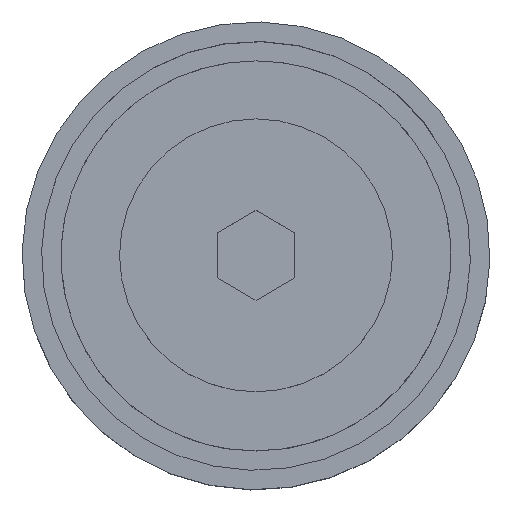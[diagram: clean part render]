
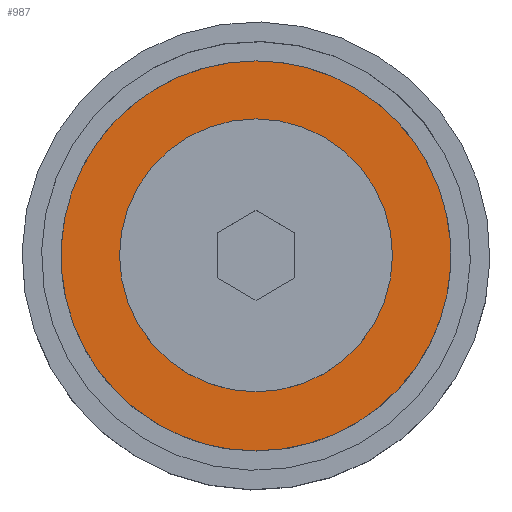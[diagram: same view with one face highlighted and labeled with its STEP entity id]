
A CAD part, top view. The second image highlights one B-rep face of the part: STEP entity #987.
In plain terms, the highlighted planar face has unit normal (0, 0, 1).
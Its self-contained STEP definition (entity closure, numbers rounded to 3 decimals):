
#909=AXIS2_PLACEMENT_3D('Circle Axis2P3D',#907,#908,$) ;
#926=AXIS2_PLACEMENT_3D('Circle Axis2P3D',#924,#925,$) ;
#939=AXIS2_PLACEMENT_3D('Plane Axis2P3D',#936,#937,#938) ;
#890=CARTESIAN_POINT('Vertex',(5.233,4.596,9.)) ;
#904=CARTESIAN_POINT('Vertex',(6.767,7.404,9.)) ;
#907=CARTESIAN_POINT('Axis2P3D Location',(6.,6.,9.)) ;
#924=CARTESIAN_POINT('Axis2P3D Location',(6.,6.,9.)) ;
#936=CARTESIAN_POINT('Axis2P3D Location',(6.,6.,9.)) ;
#942=CARTESIAN_POINT('Control Point',(6.,1.,9.)) ;
#943=CARTESIAN_POINT('Control Point',(6.785,1.,9.)) ;
#944=CARTESIAN_POINT('Control Point',(7.571,1.154,9.)) ;
#945=CARTESIAN_POINT('Control Point',(8.316,1.463,9.)) ;
#946=CARTESIAN_POINT('Control Point',(9.645,2.355,9.)) ;
#947=CARTESIAN_POINT('Control Point',(10.537,3.684,9.)) ;
#948=CARTESIAN_POINT('Control Point',(10.846,4.429,9.)) ;
#949=CARTESIAN_POINT('Control Point',(11.154,6.,9.)) ;
#950=CARTESIAN_POINT('Control Point',(10.846,7.571,9.)) ;
#951=CARTESIAN_POINT('Control Point',(10.537,8.316,9.)) ;
#952=CARTESIAN_POINT('Control Point',(9.645,9.645,9.)) ;
#953=CARTESIAN_POINT('Control Point',(8.316,10.537,9.)) ;
#954=CARTESIAN_POINT('Control Point',(7.571,10.846,9.)) ;
#955=CARTESIAN_POINT('Control Point',(6.785,11.,9.)) ;
#956=CARTESIAN_POINT('Control Point',(6.,11.,9.)) ;
#957=CARTESIAN_POINT('Vertex',(6.,1.,9.)) ;
#959=CARTESIAN_POINT('Vertex',(6.,11.,9.)) ;
#963=CARTESIAN_POINT('Control Point',(6.,11.,9.)) ;
#964=CARTESIAN_POINT('Control Point',(5.215,11.,9.)) ;
#965=CARTESIAN_POINT('Control Point',(4.429,10.846,9.)) ;
#966=CARTESIAN_POINT('Control Point',(3.684,10.537,9.)) ;
#967=CARTESIAN_POINT('Control Point',(2.355,9.645,9.)) ;
#968=CARTESIAN_POINT('Control Point',(1.463,8.316,9.)) ;
#969=CARTESIAN_POINT('Control Point',(1.154,7.571,9.)) ;
#970=CARTESIAN_POINT('Control Point',(0.846,6.,9.)) ;
#971=CARTESIAN_POINT('Control Point',(1.154,4.429,9.)) ;
#972=CARTESIAN_POINT('Control Point',(1.463,3.684,9.)) ;
#973=CARTESIAN_POINT('Control Point',(2.355,2.355,9.)) ;
#974=CARTESIAN_POINT('Control Point',(3.684,1.463,9.)) ;
#975=CARTESIAN_POINT('Control Point',(4.429,1.154,9.)) ;
#976=CARTESIAN_POINT('Control Point',(5.215,1.,9.)) ;
#977=CARTESIAN_POINT('Control Point',(6.,1.,9.)) ;
#908=DIRECTION('Axis2P3D Direction',(0.,0.,-1.)) ;
#925=DIRECTION('Axis2P3D Direction',(0.,0.,-1.)) ;
#937=DIRECTION('Axis2P3D Direction',(0.,0.,1.)) ;
#938=DIRECTION('Axis2P3D XDirection',(0.,-1.,0.)) ;
#980=ORIENTED_EDGE('',*,*,#961,.T.) ;
#981=ORIENTED_EDGE('',*,*,#978,.T.) ;
#984=ORIENTED_EDGE('',*,*,#911,.F.) ;
#985=ORIENTED_EDGE('',*,*,#928,.F.) ;
#986=FACE_BOUND('',#983,.T.) ;
#987=ADVANCED_FACE('SKMU M3',(#982,#986),#940,.T.) ;
#941=B_SPLINE_CURVE_WITH_KNOTS('',5,(#942,#943,#944,#945,#946,#947,#948,#949,#950,#951,#952,#953,#954,#955,#956),.UNSPECIFIED.,.F.,.U.,(6,3,3,3,6),(0.,3.927,7.854,11.781,15.708),.UNSPECIFIED.) ;
#962=B_SPLINE_CURVE_WITH_KNOTS('',5,(#963,#964,#965,#966,#967,#968,#969,#970,#971,#972,#973,#974,#975,#976,#977),.UNSPECIFIED.,.F.,.U.,(6,3,3,3,6),(15.708,19.635,23.562,27.489,31.416),.UNSPECIFIED.) ;
#910=CIRCLE('generated circle',#909,1.6) ;
#927=CIRCLE('generated circle',#926,1.6) ;
#911=EDGE_CURVE('',#905,#891,#910,.F.) ;
#928=EDGE_CURVE('',#891,#905,#927,.F.) ;
#961=EDGE_CURVE('',#958,#960,#941,.T.) ;
#978=EDGE_CURVE('',#960,#958,#962,.T.) ;
#979=EDGE_LOOP('',(#980,#981)) ;
#983=EDGE_LOOP('',(#984,#985)) ;
#982=FACE_OUTER_BOUND('',#979,.T.) ;
#940=PLANE('',#939) ;
#891=VERTEX_POINT('',#890) ;
#905=VERTEX_POINT('',#904) ;
#958=VERTEX_POINT('',#957) ;
#960=VERTEX_POINT('',#959) ;
